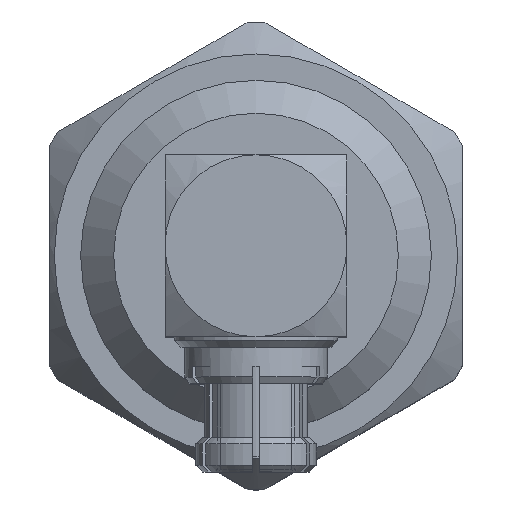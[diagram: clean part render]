
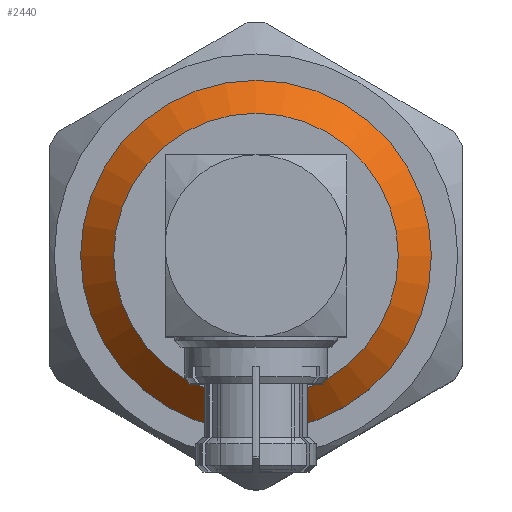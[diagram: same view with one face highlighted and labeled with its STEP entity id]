
A CAD part, top view. The second image highlights one B-rep face of the part: STEP entity #2440.
In plain terms, the highlighted conical face has half-angle 45 degrees and reference radius 2.738 mm.
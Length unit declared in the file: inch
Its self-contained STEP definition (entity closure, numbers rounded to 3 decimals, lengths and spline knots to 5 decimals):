
#354 = AXIS2_PLACEMENT_3D ( 'NONE', #6123, #717, #7924 ) ;
#497 = CARTESIAN_POINT ( 'NONE',  ( 0.38, 0., 0. ) ) ;
#662 = ORIENTED_EDGE ( 'NONE', *, *, #1732, .F. ) ;
#694 = CARTESIAN_POINT ( 'NONE',  ( 0.355, 0., -0.13279 ) ) ;
#717 = DIRECTION ( 'NONE',  ( -1., 0., 0. ) ) ;
#804 = CONICAL_SURFACE ( 'NONE', #4956, 0.10779, 0.785 ) ;
#1408 = EDGE_LOOP ( 'NONE', ( #3339 ) ) ;
#1434 = AXIS2_PLACEMENT_3D ( 'NONE', #497, #5156, #4452 ) ;
#1449 = EDGE_CURVE ( 'NONE', #4062, #4062, #2816, .T. ) ;
#1732 = EDGE_CURVE ( 'NONE', #6604, #6604, #8048, .T. ) ;
#2440 = ADVANCED_FACE ( 'NONE', ( #3436, #4788 ), #804, .T. ) ;
#2477 = EDGE_LOOP ( 'NONE', ( #662 ) ) ;
#2816 = CIRCLE ( 'NONE', #1434, 0.10779 ) ;
#3339 = ORIENTED_EDGE ( 'NONE', *, *, #1449, .F. ) ;
#3436 = FACE_OUTER_BOUND ( 'NONE', #2477, .T. ) ;
#3575 = CARTESIAN_POINT ( 'NONE',  ( 0.38, 0., 0. ) ) ;
#4062 = VERTEX_POINT ( 'NONE', #6083 ) ;
#4270 = DIRECTION ( 'NONE',  ( -1., 0., 0. ) ) ;
#4452 = DIRECTION ( 'NONE',  ( 0., 0., -1. ) ) ;
#4788 = FACE_BOUND ( 'NONE', #1408, .T. ) ;
#4956 = AXIS2_PLACEMENT_3D ( 'NONE', #3575, #4270, #6071 ) ;
#5156 = DIRECTION ( 'NONE',  ( 1., 0., 0. ) ) ;
#6071 = DIRECTION ( 'NONE',  ( 0., 0., 1. ) ) ;
#6083 = CARTESIAN_POINT ( 'NONE',  ( 0.38, 0., -0.10779 ) ) ;
#6123 = CARTESIAN_POINT ( 'NONE',  ( 0.355, 0., 0. ) ) ;
#6604 = VERTEX_POINT ( 'NONE', #694 ) ;
#7924 = DIRECTION ( 'NONE',  ( 0., 0., -1. ) ) ;
#8048 = CIRCLE ( 'NONE', #354, 0.13279 ) ;
